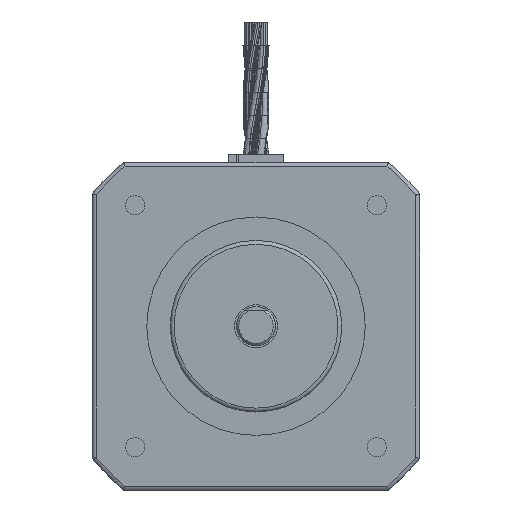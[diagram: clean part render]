
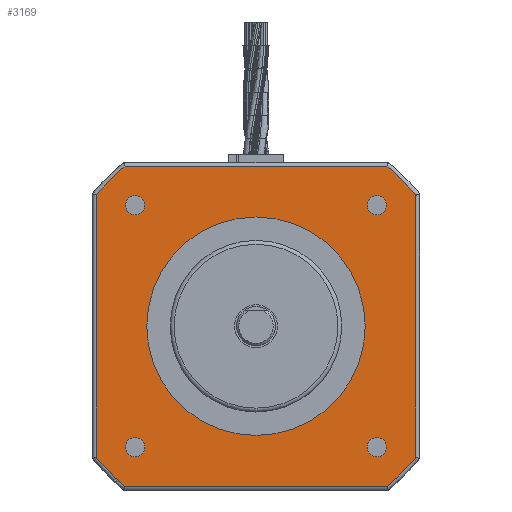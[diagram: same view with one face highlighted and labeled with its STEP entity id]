
A CAD part, front view. The second image highlights one B-rep face of the part: STEP entity #3169.
In plain terms, the highlighted planar face has unit normal (0, -1, 0).
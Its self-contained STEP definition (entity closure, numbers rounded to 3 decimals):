
#2689 = VERTEX_POINT('',#2690);
#2690 = CARTESIAN_POINT('',(20.5,-10.5,-16.793));
#2715 = EDGE_CURVE('',#2689,#2716,#2718,.T.);
#2716 = VERTEX_POINT('',#2717);
#2717 = CARTESIAN_POINT('',(20.5,-10.5,16.793));
#2718 = LINE('',#2719,#2720);
#2719 = CARTESIAN_POINT('',(20.5,-10.5,-16.971));
#2720 = VECTOR('',#2721,1.);
#2721 = DIRECTION('',(0.,0.,1.));
#3050 = VERTEX_POINT('',#3051);
#3051 = CARTESIAN_POINT('',(16.793,-10.5,20.5));
#3076 = EDGE_CURVE('',#2716,#3050,#3077,.T.);
#3077 = CIRCLE('',#3078,26.5);
#3078 = AXIS2_PLACEMENT_3D('',#3079,#3080,#3081);
#3079 = CARTESIAN_POINT('',(-0.,-10.5,0.));
#3080 = DIRECTION('',(0.,-1.,0.));
#3081 = DIRECTION('',(0.778,0.,0.629)
  );
#3134 = VERTEX_POINT('',#3135);
#3135 = CARTESIAN_POINT('',(16.793,-10.5,-20.5));
#3156 = EDGE_CURVE('',#3134,#2689,#3157,.T.);
#3157 = CIRCLE('',#3158,26.5);
#3158 = AXIS2_PLACEMENT_3D('',#3159,#3160,#3161);
#3159 = CARTESIAN_POINT('',(-0.,-10.5,0.));
#3160 = DIRECTION('',(0.,-1.,0.));
#3161 = DIRECTION('',(0.629,0.,-0.778
    ));
#3169 = ADVANCED_FACE('',(#3170,#3215,#3226,#3237,#3248,#3259),#3270,.T.
  );
#3170 = FACE_BOUND('',#3171,.T.);
#3171 = EDGE_LOOP('',(#3172,#3180,#3189,#3197,#3206,#3212,#3213,#3214));
#3172 = ORIENTED_EDGE('',*,*,#3173,.T.);
#3173 = EDGE_CURVE('',#3050,#3174,#3176,.T.);
#3174 = VERTEX_POINT('',#3175);
#3175 = CARTESIAN_POINT('',(-16.793,-10.5,20.5));
#3176 = LINE('',#3177,#3178);
#3177 = CARTESIAN_POINT('',(16.971,-10.5,20.5));
#3178 = VECTOR('',#3179,1.);
#3179 = DIRECTION('',(-1.,0.,0.));
#3180 = ORIENTED_EDGE('',*,*,#3181,.T.);
#3181 = EDGE_CURVE('',#3174,#3182,#3184,.T.);
#3182 = VERTEX_POINT('',#3183);
#3183 = CARTESIAN_POINT('',(-20.5,-10.5,16.793));
#3184 = CIRCLE('',#3185,26.5);
#3185 = AXIS2_PLACEMENT_3D('',#3186,#3187,#3188);
#3186 = CARTESIAN_POINT('',(-0.,-10.5,0.));
#3187 = DIRECTION('',(0.,-1.,0.));
#3188 = DIRECTION('',(-0.629,0.,0.778)
  );
#3189 = ORIENTED_EDGE('',*,*,#3190,.T.);
#3190 = EDGE_CURVE('',#3182,#3191,#3193,.T.);
#3191 = VERTEX_POINT('',#3192);
#3192 = CARTESIAN_POINT('',(-20.5,-10.5,-16.793));
#3193 = LINE('',#3194,#3195);
#3194 = CARTESIAN_POINT('',(-20.5,-10.5,16.971));
#3195 = VECTOR('',#3196,1.);
#3196 = DIRECTION('',(0.,0.,-1.));
#3197 = ORIENTED_EDGE('',*,*,#3198,.T.);
#3198 = EDGE_CURVE('',#3191,#3199,#3201,.T.);
#3199 = VERTEX_POINT('',#3200);
#3200 = CARTESIAN_POINT('',(-16.793,-10.5,-20.5));
#3201 = CIRCLE('',#3202,26.5);
#3202 = AXIS2_PLACEMENT_3D('',#3203,#3204,#3205);
#3203 = CARTESIAN_POINT('',(-0.,-10.5,0.));
#3204 = DIRECTION('',(0.,-1.,0.));
#3205 = DIRECTION('',(-0.778,0.,
    -0.629));
#3206 = ORIENTED_EDGE('',*,*,#3207,.T.);
#3207 = EDGE_CURVE('',#3199,#3134,#3208,.T.);
#3208 = LINE('',#3209,#3210);
#3209 = CARTESIAN_POINT('',(-16.971,-10.5,-20.5));
#3210 = VECTOR('',#3211,1.);
#3211 = DIRECTION('',(1.,0.,0.));
#3212 = ORIENTED_EDGE('',*,*,#3156,.T.);
#3213 = ORIENTED_EDGE('',*,*,#2715,.T.);
#3214 = ORIENTED_EDGE('',*,*,#3076,.T.);
#3215 = FACE_BOUND('',#3216,.T.);
#3216 = EDGE_LOOP('',(#3217));
#3217 = ORIENTED_EDGE('',*,*,#3218,.F.);
#3218 = EDGE_CURVE('',#3219,#3219,#3221,.T.);
#3219 = VERTEX_POINT('',#3220);
#3220 = CARTESIAN_POINT('',(-14.27,-10.5,15.5));
#3221 = CIRCLE('',#3222,1.23);
#3222 = AXIS2_PLACEMENT_3D('',#3223,#3224,#3225);
#3223 = CARTESIAN_POINT('',(-15.5,-10.5,15.5));
#3224 = DIRECTION('',(0.,-1.,0.));
#3225 = DIRECTION('',(1.,0.,0.));
#3226 = FACE_BOUND('',#3227,.T.);
#3227 = EDGE_LOOP('',(#3228));
#3228 = ORIENTED_EDGE('',*,*,#3229,.F.);
#3229 = EDGE_CURVE('',#3230,#3230,#3232,.T.);
#3230 = VERTEX_POINT('',#3231);
#3231 = CARTESIAN_POINT('',(-14.27,-10.5,-15.5));
#3232 = CIRCLE('',#3233,1.23);
#3233 = AXIS2_PLACEMENT_3D('',#3234,#3235,#3236);
#3234 = CARTESIAN_POINT('',(-15.5,-10.5,-15.5));
#3235 = DIRECTION('',(0.,-1.,0.));
#3236 = DIRECTION('',(1.,0.,0.));
#3237 = FACE_BOUND('',#3238,.T.);
#3238 = EDGE_LOOP('',(#3239));
#3239 = ORIENTED_EDGE('',*,*,#3240,.F.);
#3240 = EDGE_CURVE('',#3241,#3241,#3243,.T.);
#3241 = VERTEX_POINT('',#3242);
#3242 = CARTESIAN_POINT('',(14.,-10.5,0.));
#3243 = CIRCLE('',#3244,14.);
#3244 = AXIS2_PLACEMENT_3D('',#3245,#3246,#3247);
#3245 = CARTESIAN_POINT('',(0.,-10.5,0.));
#3246 = DIRECTION('',(0.,-1.,0.));
#3247 = DIRECTION('',(1.,0.,0.));
#3248 = FACE_BOUND('',#3249,.T.);
#3249 = EDGE_LOOP('',(#3250));
#3250 = ORIENTED_EDGE('',*,*,#3251,.F.);
#3251 = EDGE_CURVE('',#3252,#3252,#3254,.T.);
#3252 = VERTEX_POINT('',#3253);
#3253 = CARTESIAN_POINT('',(16.73,-10.5,15.5));
#3254 = CIRCLE('',#3255,1.23);
#3255 = AXIS2_PLACEMENT_3D('',#3256,#3257,#3258);
#3256 = CARTESIAN_POINT('',(15.5,-10.5,15.5));
#3257 = DIRECTION('',(0.,-1.,0.));
#3258 = DIRECTION('',(1.,0.,0.));
#3259 = FACE_BOUND('',#3260,.T.);
#3260 = EDGE_LOOP('',(#3261));
#3261 = ORIENTED_EDGE('',*,*,#3262,.F.);
#3262 = EDGE_CURVE('',#3263,#3263,#3265,.T.);
#3263 = VERTEX_POINT('',#3264);
#3264 = CARTESIAN_POINT('',(16.73,-10.5,-15.5));
#3265 = CIRCLE('',#3266,1.23);
#3266 = AXIS2_PLACEMENT_3D('',#3267,#3268,#3269);
#3267 = CARTESIAN_POINT('',(15.5,-10.5,-15.5));
#3268 = DIRECTION('',(0.,-1.,0.));
#3269 = DIRECTION('',(1.,0.,0.));
#3270 = PLANE('',#3271);
#3271 = AXIS2_PLACEMENT_3D('',#3272,#3273,#3274);
#3272 = CARTESIAN_POINT('',(0.,-10.5,0.));
#3273 = DIRECTION('',(0.,-1.,0.));
#3274 = DIRECTION('',(0.,0.,-1.));
